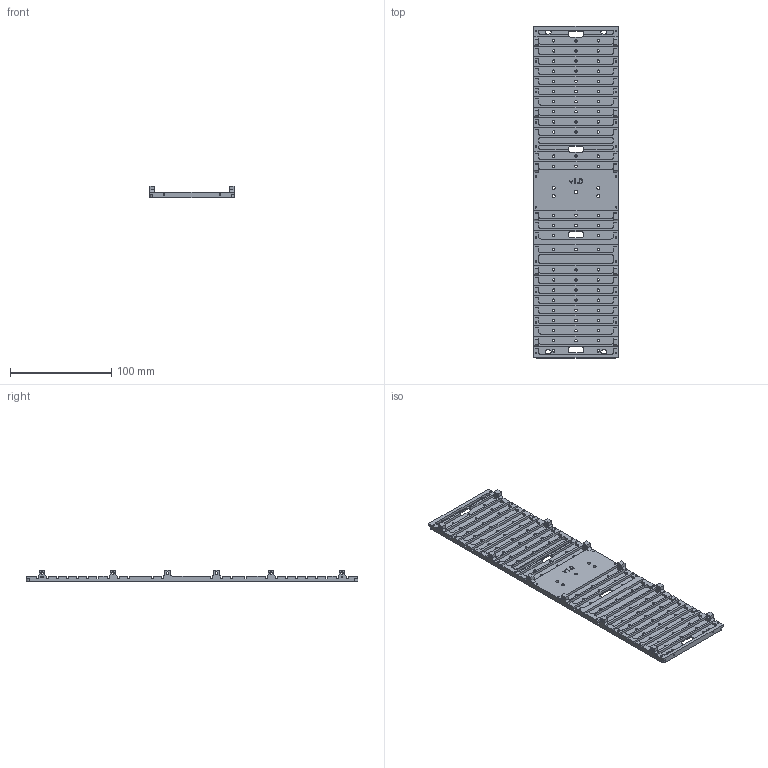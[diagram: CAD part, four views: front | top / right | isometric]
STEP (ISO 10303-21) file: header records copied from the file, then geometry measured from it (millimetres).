
FILE_DESCRIPTION (( 'STEP AP203' ), '1' );
FILE_NAME ('3U_Y.STEP', '2021-08-16T04:52:37', ( '' ), ( '' ), 'SwSTEP 2.0', 'SolidWorks 2020', '' );
FILE_SCHEMA (( 'CONFIG_CONTROL_DESIGN' ));
Length unit declared in the file: millimetre
Products named in the file (1): 3U_Y
Bounding box: 83 x 327.5 x 11.5 mm (x, y, z)
Volume: 69755.8 mm3; surface area: 79440.7 mm2
Topology: 1 solids, 1 shells, 968 faces, 2820 edges, 1874 vertices
Faces by surface type: cylinder 493, plane 452, bspline 13, cone 10
Entity records: 34398 total; most frequent: CARTESIAN_POINT 7307, DIRECTION 5693, ORIENTED_EDGE 5640, EDGE_CURVE 2820, AXIS2_PLACEMENT_3D 1962, VERTEX_POINT 1874, VECTOR 1769, LINE 1769
